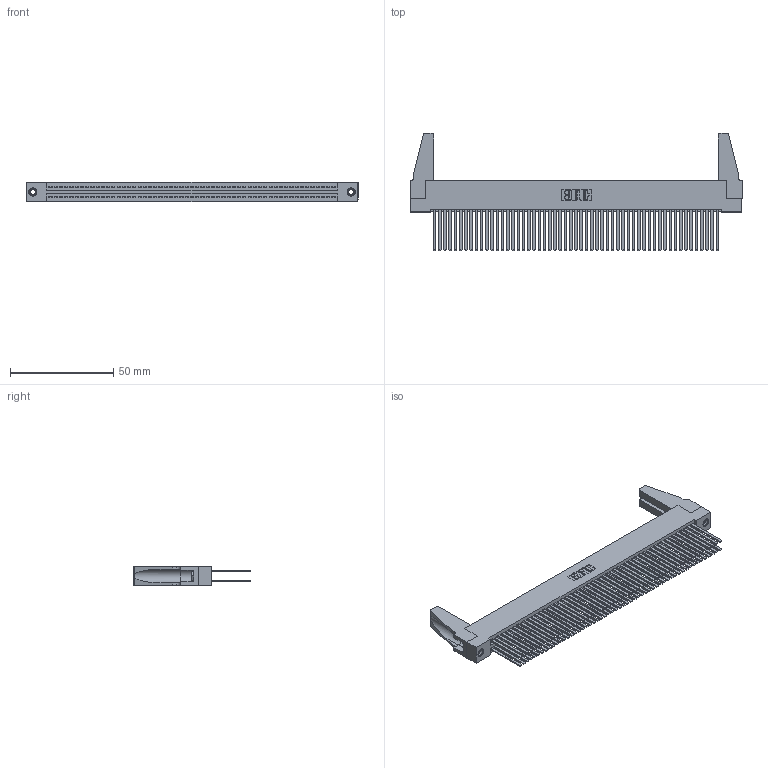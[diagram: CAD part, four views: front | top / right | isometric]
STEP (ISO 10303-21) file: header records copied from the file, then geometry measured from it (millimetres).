
FILE_DESCRIPTION (( 'STEP AP203' ), '1' );
FILE_NAME ('395-110-544-288.STEP', '2019-10-27T11:23:10', ( '' ), ( '' ), 'SwSTEP 2.0', 'SolidWorks 2016', '' );
FILE_SCHEMA (( 'CONFIG_CONTROL_DESIGN' ));
Length unit declared in the file: inch
Products named in the file (5): 345-220-078_345-220-088; 395-110-544-288; 345 Part_Flush Mounting Lugs - 0.156 Dia-TH; 345-292-001_345-293-144; 345-250-001_345-250-001-102
Assembly tree (115 placements, depth 2):
  395-110-544-288
    345 Part_Flush Mounting Lugs - 0.156 Dia-TH
    345-292-001_345-293-144  x110
    345-250-001_345-250-001-102  x2
    345-220-078_345-220-088  x2
Bounding box: 160.93 x 56.82 x 9.4 mm (x, y, z)
Volume: 20548.4 mm3; surface area: 33459.8 mm2
Topology: 115 solids, 115 shells, 5090 faces, 15065 edges, 9886 vertices
Faces by surface type: plane 3342, cylinder 1732, cone 12, torus 4
Entity records: 43368 total; most frequent: CARTESIAN_POINT 7250, ORIENTED_EDGE 7144, DIRECTION 6380, EDGE_CURVE 3572, LINE 3182, VECTOR 3182, VERTEX_POINT 2374, AXIS2_PLACEMENT_3D 1599
